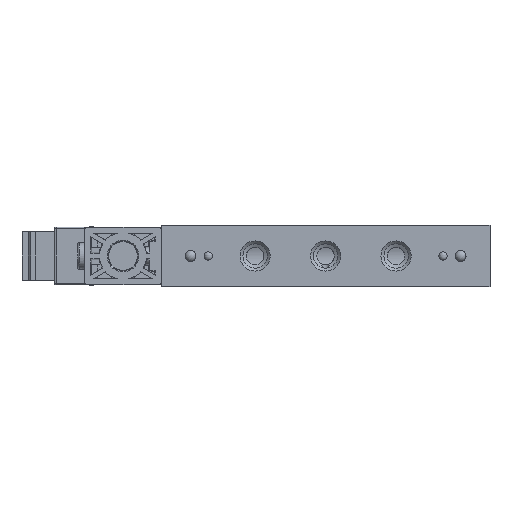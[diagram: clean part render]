
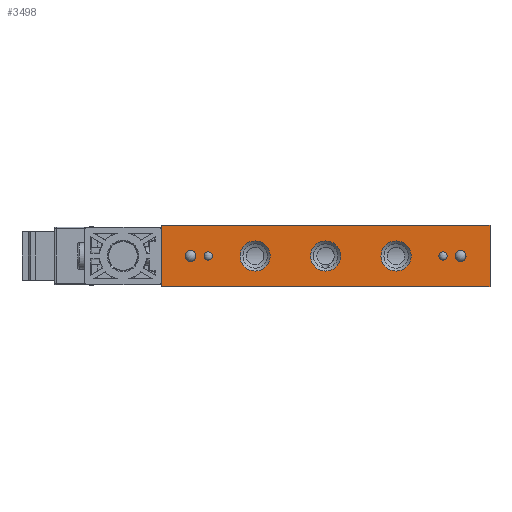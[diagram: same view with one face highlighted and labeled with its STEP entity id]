
A CAD part, front view. The second image highlights one B-rep face of the part: STEP entity #3498.
In plain terms, the highlighted planar face has unit normal (0, -1, 0).
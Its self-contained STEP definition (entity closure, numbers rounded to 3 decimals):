
#3498 = ADVANCED_FACE( '', ( #6440, #6441, #6442, #6443, #6444, #6445, #6446, #6447 ), #6448, .F. );
#6440 = FACE_BOUND( '', #11117, .T. );
#6441 = FACE_BOUND( '', #11118, .T. );
#6442 = FACE_BOUND( '', #11119, .T. );
#6443 = FACE_BOUND( '', #11120, .T. );
#6444 = FACE_BOUND( '', #11121, .T. );
#6445 = FACE_BOUND( '', #11122, .T. );
#6446 = FACE_BOUND( '', #11123, .T. );
#6447 = FACE_OUTER_BOUND( '', #11124, .T. );
#6448 = PLANE( '', #11125 );
#11117 = EDGE_LOOP( '', ( #15495 ) );
#11118 = EDGE_LOOP( '', ( #15496 ) );
#11119 = EDGE_LOOP( '', ( #15497 ) );
#11120 = EDGE_LOOP( '', ( #15498 ) );
#11121 = EDGE_LOOP( '', ( #15499 ) );
#11122 = EDGE_LOOP( '', ( #15500 ) );
#11123 = EDGE_LOOP( '', ( #15501 ) );
#11124 = EDGE_LOOP( '', ( #15502, #15503, #15504, #15505 ) );
#11125 = AXIS2_PLACEMENT_3D( '', #15506, #15507, #15508 );
#15495 = ORIENTED_EDGE( '', *, *, #18721, .T. );
#15496 = ORIENTED_EDGE( '', *, *, #18902, .T. );
#15497 = ORIENTED_EDGE( '', *, *, #18915, .T. );
#15498 = ORIENTED_EDGE( '', *, *, #18920, .T. );
#15499 = ORIENTED_EDGE( '', *, *, #18962, .T. );
#15500 = ORIENTED_EDGE( '', *, *, #18960, .T. );
#15501 = ORIENTED_EDGE( '', *, *, #18958, .T. );
#15502 = ORIENTED_EDGE( '', *, *, #18778, .T. );
#15503 = ORIENTED_EDGE( '', *, *, #18742, .F. );
#15504 = ORIENTED_EDGE( '', *, *, #18813, .F. );
#15505 = ORIENTED_EDGE( '', *, *, #18749, .T. );
#15506 = CARTESIAN_POINT( '', ( -28., -15., 5.25 ) );
#15507 = DIRECTION( '', ( 0., 1., 0. ) );
#15508 = DIRECTION( '', ( -1., 0., 0. ) );
#18721 = EDGE_CURVE( '', #23287, #23287, #23288, .T. );
#18742 = EDGE_CURVE( '', #23326, #23328, #23329, .T. );
#18749 = EDGE_CURVE( '', #23337, #23339, #23341, .T. );
#18778 = EDGE_CURVE( '', #23339, #23328, #23394, .T. );
#18813 = EDGE_CURVE( '', #23337, #23326, #23456, .T. );
#18902 = EDGE_CURVE( '', #23595, #23595, #23596, .T. );
#18915 = EDGE_CURVE( '', #23615, #23615, #23616, .T. );
#18920 = EDGE_CURVE( '', #23625, #23625, #23626, .T. );
#18958 = EDGE_CURVE( '', #23693, #23693, #23694, .T. );
#18960 = EDGE_CURVE( '', #23697, #23697, #23698, .T. );
#18962 = EDGE_CURVE( '', #23701, #23701, #23702, .T. );
#23287 = VERTEX_POINT( '', #27290 );
#23288 = CIRCLE( '', #27291, 0.925 );
#23326 = VERTEX_POINT( '', #27624 );
#23328 = VERTEX_POINT( '', #27627 );
#23329 = LINE( '', #27628, #27629 );
#23337 = VERTEX_POINT( '', #27638 );
#23339 = VERTEX_POINT( '', #27641 );
#23341 = LINE( '', #27644, #27645 );
#23394 = LINE( '', #27731, #27732 );
#23456 = LINE( '', #27902, #27903 );
#23595 = VERTEX_POINT( '', #28192 );
#23596 = CIRCLE( '', #28193, 0.925 );
#23615 = VERTEX_POINT( '', #28258 );
#23616 = CIRCLE( '', #28259, 0.7 );
#23625 = VERTEX_POINT( '', #28268 );
#23626 = CIRCLE( '', #28269, 0.7 );
#23693 = VERTEX_POINT( '', #28568 );
#23694 = CIRCLE( '', #28569, 2.567 );
#23697 = VERTEX_POINT( '', #28572 );
#23698 = CIRCLE( '', #28573, 2.567 );
#23701 = VERTEX_POINT( '', #28576 );
#23702 = CIRCLE( '', #28577, 2.567 );
#27290 = CARTESIAN_POINT( '', ( -22.075, -15., 0. ) );
#27291 = AXIS2_PLACEMENT_3D( '', #29487, #29488, #29489 );
#27624 = CARTESIAN_POINT( '', ( 28., -15., 5.25 ) );
#27627 = CARTESIAN_POINT( '', ( 28., -15., -5.25 ) );
#27628 = CARTESIAN_POINT( '', ( 28., -15., 5.25 ) );
#27629 = VECTOR( '', #29527, 1000. );
#27638 = CARTESIAN_POINT( '', ( -28., -15., 5.25 ) );
#27641 = CARTESIAN_POINT( '', ( -28., -15., -5.25 ) );
#27644 = CARTESIAN_POINT( '', ( -28., -15., 5.25 ) );
#27645 = VECTOR( '', #29540, 1000. );
#27731 = CARTESIAN_POINT( '', ( -28., -15., -5.25 ) );
#27732 = VECTOR( '', #29577, 1000. );
#27902 = CARTESIAN_POINT( '', ( -28., -15., 5.25 ) );
#27903 = VECTOR( '', #29610, 1000. );
#28192 = CARTESIAN_POINT( '', ( 23.925, -15., 0. ) );
#28193 = AXIS2_PLACEMENT_3D( '', #29704, #29705, #29706 );
#28258 = CARTESIAN_POINT( '', ( -19.3, -15., 0. ) );
#28259 = AXIS2_PLACEMENT_3D( '', #29731, #29732, #29733 );
#28268 = CARTESIAN_POINT( '', ( 20.7, -15., 0. ) );
#28269 = AXIS2_PLACEMENT_3D( '', #29746, #29747, #29748 );
#28568 = CARTESIAN_POINT( '', ( -14.567, -15., 0. ) );
#28569 = AXIS2_PLACEMENT_3D( '', #29818, #29819, #29820 );
#28572 = CARTESIAN_POINT( '', ( 9.433, -15., 0. ) );
#28573 = AXIS2_PLACEMENT_3D( '', #29824, #29825, #29826 );
#28576 = CARTESIAN_POINT( '', ( -2.567, -15., 0. ) );
#28577 = AXIS2_PLACEMENT_3D( '', #29830, #29831, #29832 );
#29487 = CARTESIAN_POINT( '', ( -23., -15., 0. ) );
#29488 = DIRECTION( '', ( 0., 1., 0. ) );
#29489 = DIRECTION( '', ( 1., 0., 0. ) );
#29527 = DIRECTION( '', ( 0., 0., -1. ) );
#29540 = DIRECTION( '', ( 0., 0., -1. ) );
#29577 = DIRECTION( '', ( 1., 0., 0. ) );
#29610 = DIRECTION( '', ( 1., 0., 0. ) );
#29704 = CARTESIAN_POINT( '', ( 23., -15., 0. ) );
#29705 = DIRECTION( '', ( 0., 1., 0. ) );
#29706 = DIRECTION( '', ( 1., 0., 0. ) );
#29731 = CARTESIAN_POINT( '', ( -20., -15., 0. ) );
#29732 = DIRECTION( '', ( 0., 1., 0. ) );
#29733 = DIRECTION( '', ( 1., 0., 0. ) );
#29746 = CARTESIAN_POINT( '', ( 20., -15., 0. ) );
#29747 = DIRECTION( '', ( 0., 1., 0. ) );
#29748 = DIRECTION( '', ( 1., 0., 0. ) );
#29818 = CARTESIAN_POINT( '', ( -12., -15., 0. ) );
#29819 = DIRECTION( '', ( 0., 1., 0. ) );
#29820 = DIRECTION( '', ( -1., 0., 0. ) );
#29824 = CARTESIAN_POINT( '', ( 12., -15., 0. ) );
#29825 = DIRECTION( '', ( 0., 1., 0. ) );
#29826 = DIRECTION( '', ( -1., 0., 0. ) );
#29830 = CARTESIAN_POINT( '', ( 0., -15., 0. ) );
#29831 = DIRECTION( '', ( 0., 1., 0. ) );
#29832 = DIRECTION( '', ( -1., 0., 0. ) );
